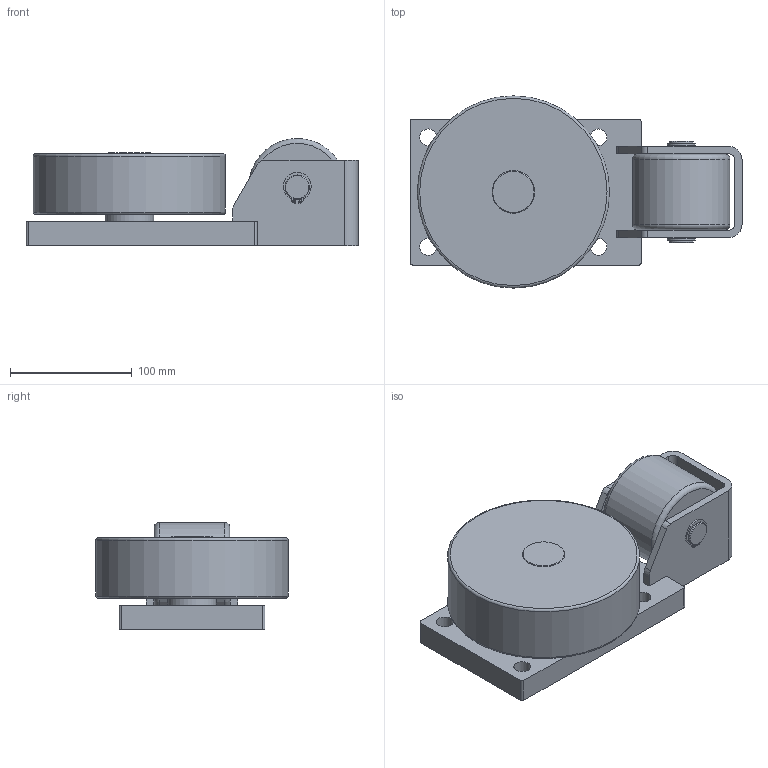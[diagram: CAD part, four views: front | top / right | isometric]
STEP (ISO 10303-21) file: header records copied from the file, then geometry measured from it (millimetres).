
FILE_DESCRIPTION(/* description */ ('-','CAx-IF Rec.Pracs.---Representation and Presentation of Product Manufacturing Information (PMI)---4.0---2014-10-13'),/* implementation_level */ '2;1');
FILE_NAME(/* name */ '4623d48d-2e03-4a8b-aa5d-bed7d7000fdc.stp',/* time_stamp */ '2020-04-01T16:23:44+02:00',/* author */ ('-'),/* organization */ ('NTI CADcenter A/S'),/* preprocessor_version */ 'ST-DEVELOPER v18',/* originating_system */ 'Autodesk Inventor 2020',/* authorisation */ '-');
FILE_SCHEMA (('AP242_MANAGED_MODEL_BASED_3D_ENGINEERING_MIM_LF { 1 0 10303 442 1 1 4 }'));
Length unit declared in the file: millimetre
Products named in the file (1): SAS 160.6200_Kontur
Bounding box: 273 x 158 x 88 mm (x, y, z)
Volume: 1834527.5 mm3; surface area: 186108.6 mm2
Topology: 2 solids, 2 shells, 98 faces, 286 edges, 199 vertices
Faces by surface type: plane 47, cylinder 42, cone 5, torus 4
Full cylindrical faces by diameter (mm): 2 x4, 10.106 x4, 13.835 x4, 19 x2, 20 x4, 20.3 x2, 35 x1, 40 x1, 80 x1, 158 x1
Entity records: 3453 total; most frequent: DIRECTION 627, CARTESIAN_POINT 584, ORIENTED_EDGE 572, EDGE_CURVE 286, AXIS2_PLACEMENT_3D 242, VERTEX_POINT 199, LINE 143, VECTOR 143
